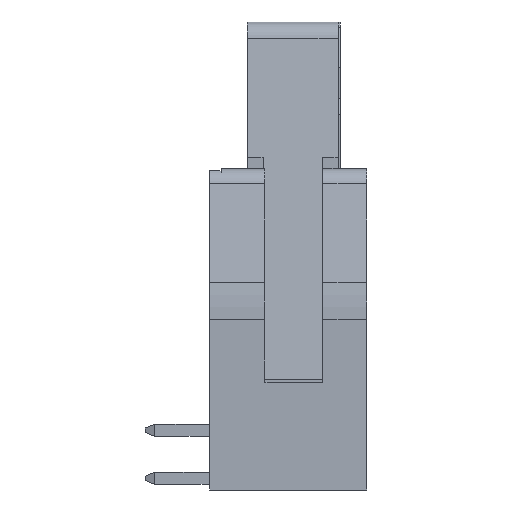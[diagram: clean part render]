
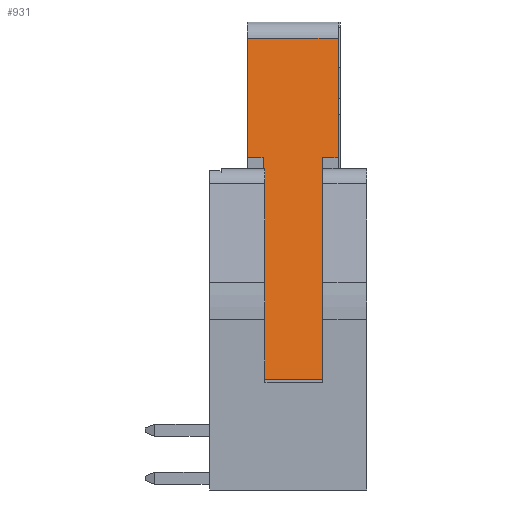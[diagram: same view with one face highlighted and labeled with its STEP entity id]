
A CAD part, left-side view. The second image highlights one B-rep face of the part: STEP entity #931.
In plain terms, the highlighted face is planar.
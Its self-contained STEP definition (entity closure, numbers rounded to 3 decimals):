
#931 = ADVANCED_FACE( '', ( #1790 ), #1791, .T. );
#1790 = FACE_OUTER_BOUND( '', #2633, .T. );
#1791 = PLANE( '', #2634 );
#2633 = EDGE_LOOP( '', ( #4931, #4932, #4933, #4934, #4935, #4936, #4937, #4938 ) );
#2634 = AXIS2_PLACEMENT_3D( '', #4939, #4940, #4941 );
#4931 = ORIENTED_EDGE( '', *, *, #5594, .T. );
#4932 = ORIENTED_EDGE( '', *, *, #6236, .F. );
#4933 = ORIENTED_EDGE( '', *, *, #6196, .F. );
#4934 = ORIENTED_EDGE( '', *, *, #5871, .T. );
#4935 = ORIENTED_EDGE( '', *, *, #6189, .F. );
#4936 = ORIENTED_EDGE( '', *, *, #6010, .F. );
#4937 = ORIENTED_EDGE( '', *, *, #6333, .T. );
#4938 = ORIENTED_EDGE( '', *, *, #6321, .F. );
#4939 = CARTESIAN_POINT( '', ( 2.278, -2.4, 11.55 ) );
#4940 = DIRECTION( '', ( 0.991, 0., 0.13 ) );
#4941 = DIRECTION( '', ( 0.13, 0., -0.991 ) );
#5594 = EDGE_CURVE( '', #6814, #6812, #6815, .T. );
#5871 = EDGE_CURVE( '', #7266, #7264, #7267, .T. );
#6010 = EDGE_CURVE( '', #7468, #7470, #7471, .T. );
#6189 = EDGE_CURVE( '', #7470, #7264, #7711, .T. );
#6196 = EDGE_CURVE( '', #7266, #7719, #7721, .T. );
#6236 = EDGE_CURVE( '', #7719, #6812, #7768, .T. );
#6321 = EDGE_CURVE( '', #6814, #7862, #7863, .T. );
#6333 = EDGE_CURVE( '', #7468, #7862, #7876, .T. );
#6812 = VERTEX_POINT( '', #8539 );
#6814 = VERTEX_POINT( '', #8542 );
#6815 = LINE( '', #8543, #8544 );
#7264 = VERTEX_POINT( '', #9202 );
#7266 = VERTEX_POINT( '', #9205 );
#7267 = LINE( '', #9206, #9207 );
#7468 = VERTEX_POINT( '', #9510 );
#7470 = VERTEX_POINT( '', #9513 );
#7471 = LINE( '', #9514, #9515 );
#7711 = LINE( '', #9866, #9867 );
#7719 = VERTEX_POINT( '', #9878 );
#7721 = LINE( '', #9880, #9881 );
#7768 = LINE( '', #9952, #9953 );
#7862 = VERTEX_POINT( '', #10086 );
#7863 = LINE( '', #10087, #10088 );
#7876 = LINE( '', #10108, #10109 );
#8539 = CARTESIAN_POINT( '', ( 3.107, 2.4, 5.248 ) );
#8542 = CARTESIAN_POINT( '', ( 3.107, 1.57, 5.248 ) );
#8543 = CARTESIAN_POINT( '', ( 3.107, 1.57, 5.248 ) );
#8544 = VECTOR( '', #10413, 1000. );
#9202 = CARTESIAN_POINT( '', ( 3.107, -2.4, 5.248 ) );
#9205 = CARTESIAN_POINT( '', ( 2.278, -2.4, 11.55 ) );
#9206 = CARTESIAN_POINT( '', ( 2.278, -2.4, 11.55 ) );
#9207 = VECTOR( '', #10672, 1000. );
#9510 = CARTESIAN_POINT( '', ( 4.65, -1.57, -6.49 ) );
#9513 = CARTESIAN_POINT( '', ( 3.107, -1.57, 5.248 ) );
#9514 = CARTESIAN_POINT( '', ( 3.107, -1.57, 5.248 ) );
#9515 = VECTOR( '', #10803, 1000. );
#9866 = CARTESIAN_POINT( '', ( 3.107, -1.57, 5.248 ) );
#9867 = VECTOR( '', #10957, 1000. );
#9878 = CARTESIAN_POINT( '', ( 2.278, 2.4, 11.55 ) );
#9880 = CARTESIAN_POINT( '', ( 2.278, -2.4, 11.55 ) );
#9881 = VECTOR( '', #10964, 1000. );
#9952 = CARTESIAN_POINT( '', ( 2.278, 2.4, 11.55 ) );
#9953 = VECTOR( '', #10998, 1000. );
#10086 = CARTESIAN_POINT( '', ( 4.65, 1.57, -6.49 ) );
#10087 = CARTESIAN_POINT( '', ( 3.107, 1.57, 5.248 ) );
#10088 = VECTOR( '', #11056, 1000. );
#10108 = CARTESIAN_POINT( '', ( 4.65, -2.4, -6.49 ) );
#10109 = VECTOR( '', #11064, 1000. );
#10413 = DIRECTION( '', ( 0., 1., 0. ) );
#10672 = DIRECTION( '', ( 0.13, 0., -0.991 ) );
#10803 = DIRECTION( '', ( -0.13, 0., 0.991 ) );
#10957 = DIRECTION( '', ( 0., -1., 0. ) );
#10964 = DIRECTION( '', ( 0., 1., 0. ) );
#10998 = DIRECTION( '', ( 0.13, 0., -0.991 ) );
#11056 = DIRECTION( '', ( 0.13, 0., -0.991 ) );
#11064 = DIRECTION( '', ( 0., 1., 0. ) );
